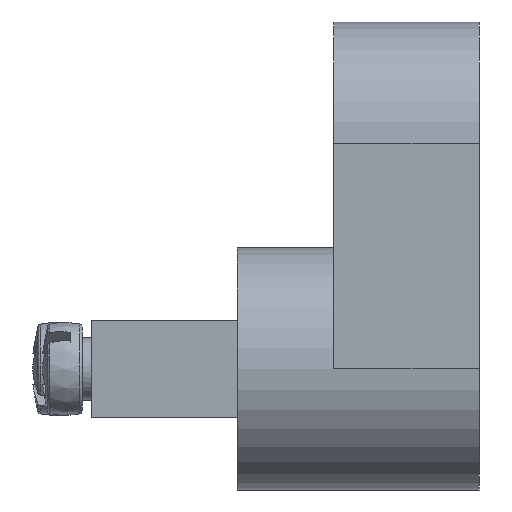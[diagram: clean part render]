
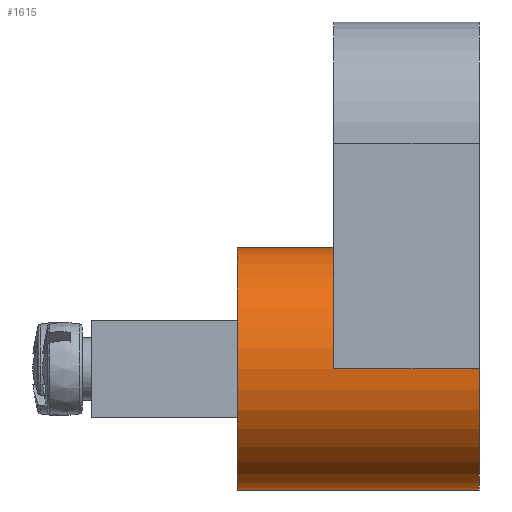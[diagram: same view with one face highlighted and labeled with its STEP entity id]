
A CAD part, left-side view. The second image highlights one B-rep face of the part: STEP entity #1615.
In plain terms, the highlighted cylindrical face has radius 7.5 mm (diameter 15 mm), a full revolution.
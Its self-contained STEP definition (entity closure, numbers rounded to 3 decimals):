
#122=LINE('',#3113,#168);
#123=LINE('',#3116,#169);
#168=VECTOR('',#2231,9.);
#169=VECTOR('',#2234,9.);
#330=FACE_BOUND('',#711,.T.);
#431=CIRCLE('',#1808,7.5);
#432=CIRCLE('',#1809,7.5);
#433=CIRCLE('',#1810,7.5);
#523=FACE_OUTER_BOUND('',#710,.T.);
#710=EDGE_LOOP('',(#1369,#1370,#1371,#1372));
#711=EDGE_LOOP('',(#1373));
#885=VERTEX_POINT('',#3109);
#886=VERTEX_POINT('',#3110);
#887=VERTEX_POINT('',#3112);
#888=VERTEX_POINT('',#3114);
#889=VERTEX_POINT('',#3117);
#1054=EDGE_CURVE('',#885,#886,#431,.T.);
#1055=EDGE_CURVE('',#887,#886,#122,.T.);
#1056=EDGE_CURVE('',#888,#887,#432,.T.);
#1057=EDGE_CURVE('',#888,#885,#123,.T.);
#1058=EDGE_CURVE('',#889,#889,#433,.T.);
#1369=ORIENTED_EDGE('',*,*,#1054,.T.);
#1370=ORIENTED_EDGE('',*,*,#1055,.F.);
#1371=ORIENTED_EDGE('',*,*,#1056,.F.);
#1372=ORIENTED_EDGE('',*,*,#1057,.T.);
#1373=ORIENTED_EDGE('',*,*,#1058,.F.);
#1474=CYLINDRICAL_SURFACE('',#1807,7.5);
#1615=ADVANCED_FACE('',(#523,#330),#1474,.T.);
#1807=AXIS2_PLACEMENT_3D('',#3108,#2227,#2228);
#1808=AXIS2_PLACEMENT_3D('',#3111,#2229,#2230);
#1809=AXIS2_PLACEMENT_3D('',#3115,#2232,#2233);
#1810=AXIS2_PLACEMENT_3D('',#3118,#2235,#2236);
#2227=DIRECTION('center_axis',(0.,1.,0.));
#2228=DIRECTION('ref_axis',(0.,0.,1.));
#2229=DIRECTION('center_axis',(0.,1.,0.));
#2230=DIRECTION('ref_axis',(0.,0.,1.));
#2231=DIRECTION('',(0.,1.,0.));
#2232=DIRECTION('center_axis',(0.,-1.,0.));
#2233=DIRECTION('ref_axis',(0.,0.,1.));
#2234=DIRECTION('',(0.,1.,0.));
#2235=DIRECTION('center_axis',(0.,1.,0.));
#2236=DIRECTION('ref_axis',(0.,0.,1.));
#3108=CARTESIAN_POINT('Origin',(-7.,-10.607,0.));
#3109=CARTESIAN_POINT('',(-7.,9.,7.5));
#3110=CARTESIAN_POINT('',(-7.,9.,-7.5));
#3111=CARTESIAN_POINT('Origin',(-7.,9.,0.));
#3112=CARTESIAN_POINT('',(-7.,0.,-7.5));
#3113=CARTESIAN_POINT('',(-7.,-10.607,-7.5));
#3114=CARTESIAN_POINT('',(-7.,0.,7.5));
#3115=CARTESIAN_POINT('Origin',(-7.,0.,0.));
#3116=CARTESIAN_POINT('',(-7.,-10.607,7.5));
#3117=CARTESIAN_POINT('',(-7.,15.,7.5));
#3118=CARTESIAN_POINT('Origin',(-7.,15.,0.));
